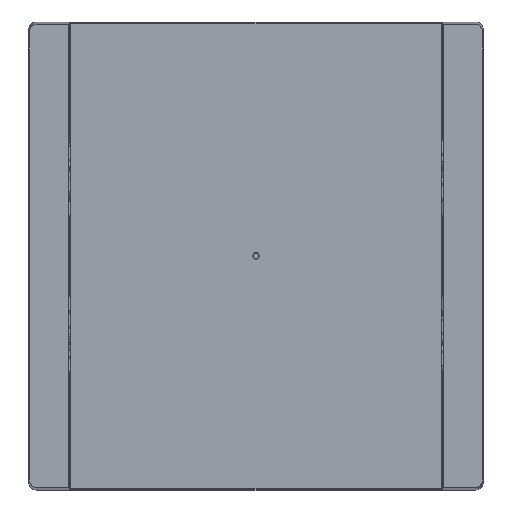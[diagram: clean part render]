
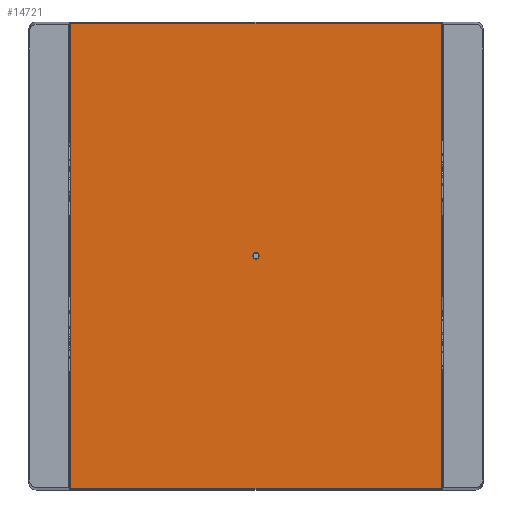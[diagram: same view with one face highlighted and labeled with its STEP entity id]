
A CAD part, top view. The second image highlights one B-rep face of the part: STEP entity #14721.
In plain terms, the highlighted planar face has unit normal (0, 0, 1).
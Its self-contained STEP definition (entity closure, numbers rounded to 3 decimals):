
#170 = AXIS2_PLACEMENT_3D ( 'NONE', #20411, #18083, #27612 ) ;
#627 = EDGE_LOOP ( 'NONE', ( #26837, #28821, #1037, #24137 ) ) ;
#1037 = ORIENTED_EDGE ( 'NONE', *, *, #13886, .F. ) ;
#1866 = ORIENTED_EDGE ( 'NONE', *, *, #8505, .T. ) ;
#2317 = LINE ( 'NONE', #12006, #13428 ) ;
#4501 = FACE_BOUND ( 'NONE', #27037, .T. ) ;
#5978 = LINE ( 'NONE', #13046, #11236 ) ;
#6995 = VERTEX_POINT ( 'NONE', #21159 ) ;
#8100 = CIRCLE ( 'NONE', #27725, 0.6 ) ;
#8505 = EDGE_CURVE ( 'NONE', #10856, #16258, #25176, .T. ) ;
#9692 = AXIS2_PLACEMENT_3D ( 'NONE', #23250, #23969, #25711 ) ;
#9782 = VECTOR ( 'NONE', #29677, 1000. ) ;
#9887 = CARTESIAN_POINT ( 'NONE',  ( -35.2, 244.264, 9.748 ) ) ;
#10856 = VERTEX_POINT ( 'NONE', #23407 ) ;
#10908 = LINE ( 'NONE', #29660, #19012 ) ;
#11236 = VECTOR ( 'NONE', #27474, 1000. ) ;
#11367 = DIRECTION ( 'NONE',  ( 0., 0., -1. ) ) ;
#12006 = CARTESIAN_POINT ( 'NONE',  ( 65.4, 244.264, 9.748 ) ) ;
#13046 = CARTESIAN_POINT ( 'NONE',  ( -35.2, 199.89, 9.748 ) ) ;
#13428 = VECTOR ( 'NONE', #25524, 1000. ) ;
#13585 = EDGE_CURVE ( 'NONE', #6995, #24377, #24909, .T. ) ;
#13886 = EDGE_CURVE ( 'NONE', #24377, #17533, #5978, .T. ) ;
#14242 = VERTEX_POINT ( 'NONE', #27141 ) ;
#14452 = CARTESIAN_POINT ( 'NONE',  ( 0.6, 200., 9.748 ) ) ;
#14721 = ADVANCED_FACE ( 'NONE', ( #4501, #27694 ), #18312, .T. ) ;
#15800 = DIRECTION ( 'NONE',  ( 0., -1., 0. ) ) ;
#16258 = VERTEX_POINT ( 'NONE', #14452 ) ;
#17533 = VERTEX_POINT ( 'NONE', #9887 ) ;
#18015 = EDGE_CURVE ( 'NONE', #14242, #17533, #2317, .T. ) ;
#18083 = DIRECTION ( 'NONE',  ( 0., 0., -1. ) ) ;
#18312 = PLANE ( 'NONE',  #9692 ) ;
#19012 = VECTOR ( 'NONE', #15800, 1000. ) ;
#19531 = EDGE_CURVE ( 'NONE', #14242, #6995, #10908, .T. ) ;
#20411 = CARTESIAN_POINT ( 'NONE',  ( 0., 200., 9.748 ) ) ;
#21159 = CARTESIAN_POINT ( 'NONE',  ( 35.2, 155.736, 9.748 ) ) ;
#23250 = CARTESIAN_POINT ( 'NONE',  ( 65.4, 243.152, 9.748 ) ) ;
#23407 = CARTESIAN_POINT ( 'NONE',  ( -0.6, 200., 9.748 ) ) ;
#23543 = EDGE_CURVE ( 'NONE', #16258, #10856, #8100, .T. ) ;
#23969 = DIRECTION ( 'NONE',  ( 0., 0., 1. ) ) ;
#24137 = ORIENTED_EDGE ( 'NONE', *, *, #13585, .F. ) ;
#24377 = VERTEX_POINT ( 'NONE', #29914 ) ;
#24909 = LINE ( 'NONE', #25061, #9782 ) ;
#25061 = CARTESIAN_POINT ( 'NONE',  ( 2.7, 155.736, 9.748 ) ) ;
#25176 = CIRCLE ( 'NONE', #170, 0.6 ) ;
#25524 = DIRECTION ( 'NONE',  ( -1., 0., 0. ) ) ;
#25711 = DIRECTION ( 'NONE',  ( 0., -1., 0. ) ) ;
#26837 = ORIENTED_EDGE ( 'NONE', *, *, #19531, .F. ) ;
#27037 = EDGE_LOOP ( 'NONE', ( #28763, #1866 ) ) ;
#27141 = CARTESIAN_POINT ( 'NONE',  ( 35.2, 244.264, 9.748 ) ) ;
#27474 = DIRECTION ( 'NONE',  ( 0., 1., 0. ) ) ;
#27612 = DIRECTION ( 'NONE',  ( 0., 1., 0. ) ) ;
#27645 = CARTESIAN_POINT ( 'NONE',  ( 0., 200., 9.748 ) ) ;
#27694 = FACE_OUTER_BOUND ( 'NONE', #627, .T. ) ;
#27725 = AXIS2_PLACEMENT_3D ( 'NONE', #27645, #11367, #28106 ) ;
#28106 = DIRECTION ( 'NONE',  ( 0., 1., 0. ) ) ;
#28763 = ORIENTED_EDGE ( 'NONE', *, *, #23543, .T. ) ;
#28821 = ORIENTED_EDGE ( 'NONE', *, *, #18015, .T. ) ;
#29660 = CARTESIAN_POINT ( 'NONE',  ( 35.2, 200.11, 9.748 ) ) ;
#29677 = DIRECTION ( 'NONE',  ( -1., 0., 0. ) ) ;
#29914 = CARTESIAN_POINT ( 'NONE',  ( -35.2, 155.736, 9.748 ) ) ;
